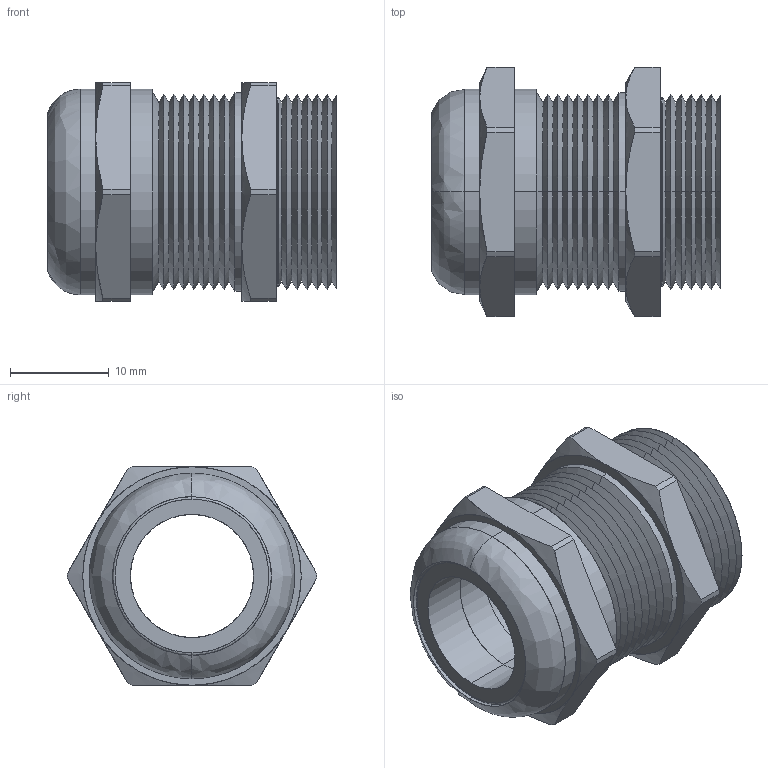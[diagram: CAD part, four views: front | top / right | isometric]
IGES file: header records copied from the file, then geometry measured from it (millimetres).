
Start section: SolidWorks IGES file using analytic representation for surfaces
Global section: file name: CD20MA-BR.IGS; native system: SolidWorks 2007; preprocessor: SolidWorks 2007; author: BAYSTATE-01; date: 080530.002805; units: inch
Bounding box: 29.21 x 25.19 x 22.1 mm (x, y, z)
Surface area: 5242.8 mm2 (no closed solid volume)
Topology: 0 solids, 0 shells, 125 faces, 1176 edges, 1176 vertices
Faces by surface type: revolution 96, bspline 29
